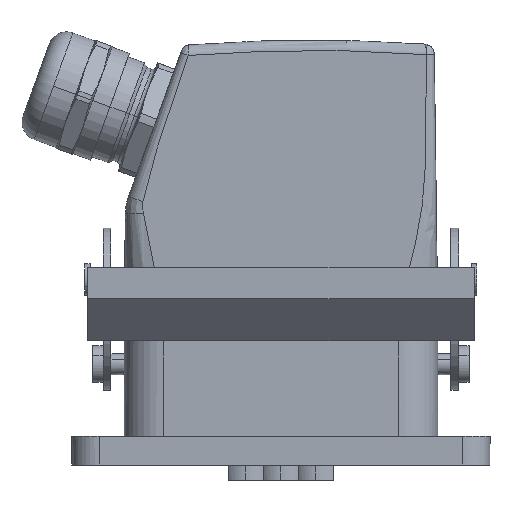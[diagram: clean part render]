
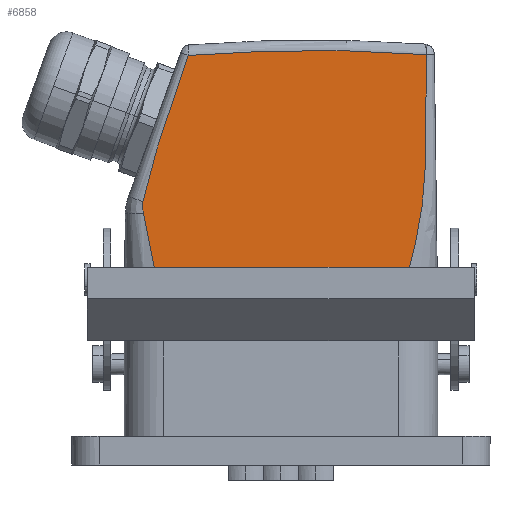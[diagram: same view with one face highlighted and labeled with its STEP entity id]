
A CAD part, left-side view. The second image highlights one B-rep face of the part: STEP entity #6858.
In plain terms, the highlighted planar face has unit normal (-1, 0, 0).
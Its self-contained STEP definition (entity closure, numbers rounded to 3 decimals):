
#6815=AXIS2_PLACEMENT_3D('Plane Axis2P3D',#6812,#6813,#6814) ;
#6819=AXIS2_PLACEMENT_3D('Circle Axis2P3D',#6817,#6818,$) ;
#5716=CARTESIAN_POINT('Vertex',(19.5,17.477,32.2)) ;
#5721=CARTESIAN_POINT('Line Origine',(19.5,39.998,32.2)) ;
#5725=CARTESIAN_POINT('Vertex',(19.5,62.52,32.2)) ;
#5930=CARTESIAN_POINT('Control Point',(19.5,66.273,50.954)) ;
#5931=CARTESIAN_POINT('Control Point',(19.5,65.84,48.309)) ;
#5932=CARTESIAN_POINT('Control Point',(19.5,65.335,45.665)) ;
#5933=CARTESIAN_POINT('Control Point',(19.5,64.784,43.049)) ;
#5934=CARTESIAN_POINT('Control Point',(19.5,63.975,39.273)) ;
#5935=CARTESIAN_POINT('Control Point',(19.5,63.186,35.49)) ;
#5936=CARTESIAN_POINT('Control Point',(19.5,62.963,34.403)) ;
#5937=CARTESIAN_POINT('Control Point',(19.5,62.742,33.311)) ;
#5938=CARTESIAN_POINT('Control Point',(19.5,62.52,32.2)) ;
#5939=CARTESIAN_POINT('Vertex',(19.5,66.273,50.954)) ;
#6224=CARTESIAN_POINT('Control Point',(19.5,66.383,53.282)) ;
#6225=CARTESIAN_POINT('Control Point',(19.5,66.453,52.808)) ;
#6226=CARTESIAN_POINT('Control Point',(19.5,66.478,52.33)) ;
#6227=CARTESIAN_POINT('Control Point',(19.5,66.456,51.855)) ;
#6228=CARTESIAN_POINT('Control Point',(19.5,66.386,51.394)) ;
#6229=CARTESIAN_POINT('Control Point',(19.5,66.273,50.954)) ;
#6230=CARTESIAN_POINT('Vertex',(19.5,66.383,53.282)) ;
#6761=CARTESIAN_POINT('Vertex',(19.5,12.143,81.397)) ;
#6765=CARTESIAN_POINT('Control Point',(19.5,12.143,81.397)) ;
#6766=CARTESIAN_POINT('Control Point',(19.5,12.143,81.309)) ;
#6767=CARTESIAN_POINT('Control Point',(19.5,12.142,81.221)) ;
#6768=CARTESIAN_POINT('Control Point',(19.5,12.142,81.135)) ;
#6769=CARTESIAN_POINT('Control Point',(19.5,12.141,80.942)) ;
#6770=CARTESIAN_POINT('Control Point',(19.5,12.14,80.743)) ;
#6771=CARTESIAN_POINT('Control Point',(19.5,12.14,80.645)) ;
#6772=CARTESIAN_POINT('Control Point',(19.5,12.139,80.387)) ;
#6773=CARTESIAN_POINT('Control Point',(19.5,12.139,80.129)) ;
#6774=CARTESIAN_POINT('Control Point',(19.5,12.138,79.959)) ;
#6775=CARTESIAN_POINT('Control Point',(19.5,12.137,79.619)) ;
#6776=CARTESIAN_POINT('Control Point',(19.5,12.137,79.28)) ;
#6777=CARTESIAN_POINT('Control Point',(19.5,12.137,79.11)) ;
#6778=CARTESIAN_POINT('Control Point',(19.5,12.136,78.6)) ;
#6779=CARTESIAN_POINT('Control Point',(19.5,12.136,78.091)) ;
#6780=CARTESIAN_POINT('Control Point',(19.5,12.137,77.751)) ;
#6781=CARTESIAN_POINT('Control Point',(19.5,12.139,76.556)) ;
#6782=CARTESIAN_POINT('Control Point',(19.5,12.144,75.361)) ;
#6783=CARTESIAN_POINT('Control Point',(19.5,12.149,74.506)) ;
#6784=CARTESIAN_POINT('Control Point',(19.5,12.162,72.796)) ;
#6785=CARTESIAN_POINT('Control Point',(19.5,12.18,71.086)) ;
#6786=CARTESIAN_POINT('Control Point',(19.5,12.19,70.232)) ;
#6787=CARTESIAN_POINT('Control Point',(19.5,12.213,68.522)) ;
#6788=CARTESIAN_POINT('Control Point',(19.5,12.24,66.813)) ;
#6789=CARTESIAN_POINT('Control Point',(19.5,12.254,65.959)) ;
#6790=CARTESIAN_POINT('Control Point',(19.5,12.285,64.326)) ;
#6791=CARTESIAN_POINT('Control Point',(19.5,12.321,62.694)) ;
#6792=CARTESIAN_POINT('Control Point',(19.5,12.338,62.035)) ;
#6793=CARTESIAN_POINT('Control Point',(19.5,12.379,60.503)) ;
#6794=CARTESIAN_POINT('Control Point',(19.5,12.434,58.972)) ;
#6795=CARTESIAN_POINT('Control Point',(19.5,12.467,58.218)) ;
#6796=CARTESIAN_POINT('Control Point',(19.5,12.664,54.685)) ;
#6797=CARTESIAN_POINT('Control Point',(19.5,13.069,51.161)) ;
#6798=CARTESIAN_POINT('Control Point',(19.5,13.577,48.397)) ;
#6799=CARTESIAN_POINT('Control Point',(19.5,14.674,43.506)) ;
#6800=CARTESIAN_POINT('Control Point',(19.5,15.916,38.639)) ;
#6801=CARTESIAN_POINT('Control Point',(19.5,16.461,36.496)) ;
#6802=CARTESIAN_POINT('Control Point',(19.5,16.977,34.349)) ;
#6803=CARTESIAN_POINT('Control Point',(19.5,17.477,32.2)) ;
#6812=CARTESIAN_POINT('Axis2P3D Location',(19.5,-1.831,1.036)) ;
#6817=CARTESIAN_POINT('Axis2P3D Location',(19.5,34.,-215.8)) ;
#6821=CARTESIAN_POINT('Vertex',(19.5,57.75,81.252)) ;
#6825=CARTESIAN_POINT('Control Point',(19.5,57.751,81.252)) ;
#6826=CARTESIAN_POINT('Control Point',(19.5,57.864,80.93)) ;
#6827=CARTESIAN_POINT('Control Point',(19.5,57.977,80.607)) ;
#6828=CARTESIAN_POINT('Control Point',(19.5,58.006,80.523)) ;
#6829=CARTESIAN_POINT('Control Point',(19.5,58.992,77.703)) ;
#6830=CARTESIAN_POINT('Control Point',(19.5,59.963,74.878)) ;
#6831=CARTESIAN_POINT('Control Point',(19.5,60.8,72.369)) ;
#6832=CARTESIAN_POINT('Control Point',(19.5,61.697,69.666)) ;
#6833=CARTESIAN_POINT('Control Point',(19.5,62.574,66.957)) ;
#6834=CARTESIAN_POINT('Control Point',(19.5,62.637,66.763)) ;
#6835=CARTESIAN_POINT('Control Point',(19.5,62.876,66.023)) ;
#6836=CARTESIAN_POINT('Control Point',(19.5,63.112,65.285)) ;
#6837=CARTESIAN_POINT('Control Point',(19.5,63.285,64.742)) ;
#6838=CARTESIAN_POINT('Control Point',(19.5,63.613,63.702)) ;
#6839=CARTESIAN_POINT('Control Point',(19.5,63.937,62.655)) ;
#6840=CARTESIAN_POINT('Control Point',(19.5,64.089,62.156)) ;
#6841=CARTESIAN_POINT('Control Point',(19.5,64.517,60.732)) ;
#6842=CARTESIAN_POINT('Control Point',(19.5,64.925,59.302)) ;
#6843=CARTESIAN_POINT('Control Point',(19.5,65.179,58.37)) ;
#6844=CARTESIAN_POINT('Control Point',(19.5,65.588,56.797)) ;
#6845=CARTESIAN_POINT('Control Point',(19.5,65.962,55.215)) ;
#6846=CARTESIAN_POINT('Control Point',(19.5,66.108,54.571)) ;
#6847=CARTESIAN_POINT('Control Point',(19.5,66.248,53.927)) ;
#6848=CARTESIAN_POINT('Control Point',(19.5,66.383,53.282)) ;
#5722=DIRECTION('Vector Direction',(0.,-1.,0.)) ;
#6813=DIRECTION('Axis2P3D Direction',(-1.,0.,0.)) ;
#6814=DIRECTION('Axis2P3D XDirection',(0.,-0.17,0.985)) ;
#6818=DIRECTION('Axis2P3D Direction',(-1.,0.,0.)) ;
#5723=VECTOR('Line Direction',#5722,1.) ;
#6851=ORIENTED_EDGE('',*,*,#6823,.T.) ;
#6852=ORIENTED_EDGE('',*,*,#6849,.F.) ;
#6853=ORIENTED_EDGE('',*,*,#6232,.F.) ;
#6854=ORIENTED_EDGE('',*,*,#5941,.F.) ;
#6855=ORIENTED_EDGE('',*,*,#5727,.T.) ;
#6856=ORIENTED_EDGE('',*,*,#6804,.T.) ;
#6858=ADVANCED_FACE('1788100000.1\\Hood',(#6857),#6816,.T.) ;
#5929=B_SPLINE_CURVE_WITH_KNOTS('',5,(#5930,#5931,#5932,#5933,#5934,#5935,#5936,#5937,#5938),.UNSPECIFIED.,.F.,.U.,(6,3,6),(58.611,71.875,77.555),.UNSPECIFIED.) ;
#6223=B_SPLINE_CURVE_WITH_KNOTS('',5,(#6224,#6225,#6226,#6227,#6228,#6229),.UNSPECIFIED.,.F.,.U.,(6,6),(144.073,147.055),.UNSPECIFIED.) ;
#6764=B_SPLINE_CURVE_WITH_KNOTS('',5,(#6765,#6766,#6767,#6768,#6769,#6770,#6771,#6772,#6773,#6774,#6775,#6776,#6777,#6778,#6779,#6780,#6781,#6782,#6783,#6784,#6785,#6786,#6787,#6788,#6789,#6790,#6791,#6792,#6793,#6794,#6795,#6796,#6797,#6798,#6799,#6800,#6801,#6802,#6803),.UNSPECIFIED.,.F.,.U.,(6,3,3,3,3,3,3,3,3,3,3,3,6),(5.046,5.484,5.922,6.768,7.614,9.306,13.566,17.826,22.086,25.965,29.726,43.602,54.52),.UNSPECIFIED.) ;
#6824=B_SPLINE_CURVE_WITH_KNOTS('',5,(#6825,#6826,#6827,#6828,#6829,#6830,#6831,#6832,#6833,#6834,#6835,#6836,#6837,#6838,#6839,#6840,#6841,#6842,#6843,#6844,#6845,#6846,#6847,#6848),.UNSPECIFIED.,.F.,.U.,(6,3,3,3,3,3,3,6),(0.,2.43,21.111,22.555,26.606,30.29,37.119,41.783),.UNSPECIFIED.) ;
#6820=CIRCLE('generated circle',#6819,298.) ;
#5727=EDGE_CURVE('',#5726,#5717,#5724,.T.) ;
#5941=EDGE_CURVE('',#5726,#5940,#5929,.F.) ;
#6232=EDGE_CURVE('',#5940,#6231,#6223,.F.) ;
#6804=EDGE_CURVE('',#5717,#6762,#6764,.F.) ;
#6823=EDGE_CURVE('',#6762,#6822,#6820,.T.) ;
#6849=EDGE_CURVE('',#6231,#6822,#6824,.F.) ;
#6850=EDGE_LOOP('',(#6851,#6852,#6853,#6854,#6855,#6856)) ;
#6857=FACE_OUTER_BOUND('',#6850,.T.) ;
#5724=LINE('Line',#5721,#5723) ;
#6816=PLANE('',#6815) ;
#5717=VERTEX_POINT('',#5716) ;
#5726=VERTEX_POINT('',#5725) ;
#5940=VERTEX_POINT('',#5939) ;
#6231=VERTEX_POINT('',#6230) ;
#6762=VERTEX_POINT('',#6761) ;
#6822=VERTEX_POINT('',#6821) ;
